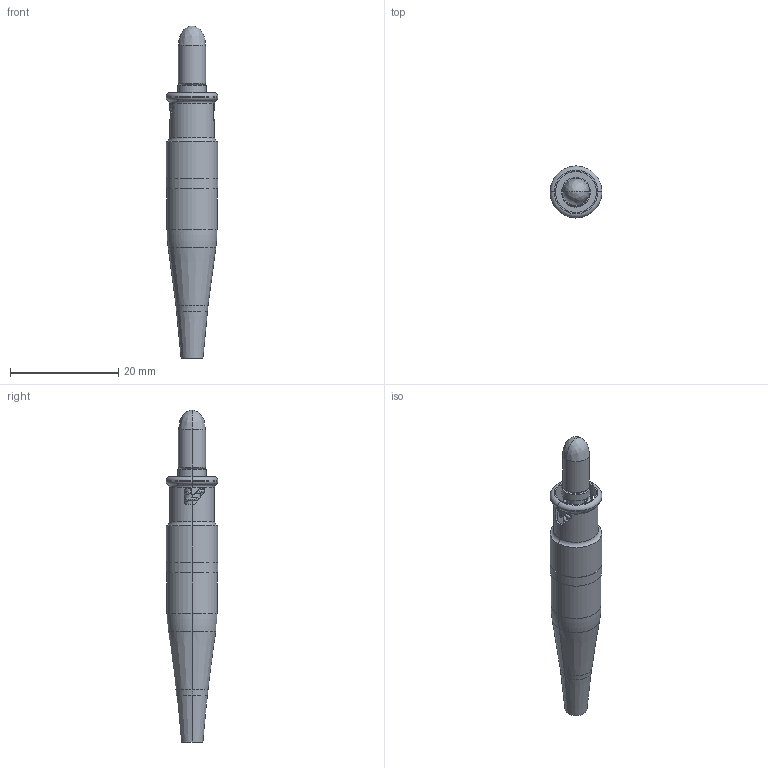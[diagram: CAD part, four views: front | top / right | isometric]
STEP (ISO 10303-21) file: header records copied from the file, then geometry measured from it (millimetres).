
FILE_DESCRIPTION (( 'STEP AP214' ), '1' );
FILE_NAME ('FOC-M83522-ANXB.STEP', '2012-11-07T16:35:02', ( 'x' ), ( '' ), 'SwSTEP 2.0', 'SolidWorks 2012', '' );
FILE_SCHEMA (( 'AUTOMOTIVE_DESIGN' ));
Length unit declared in the file: inch
Products named in the file (9): FOC-M83522-MA4; FOC-M83522-MA7; FOC-M83522-MA8; FOC-M83522-MA1; FOC-M83522-MA5; FOC-M83522-MA6; FOC-M83522-ANXB; FOC-M83522-MA3; FOC-M83522-MA2
Assembly tree (8 placements, depth 2):
  FOC-M83522-ANXB
    FOC-M83522-MA7
    FOC-M83522-MA8
    FOC-M83522-MA1
    FOC-M83522-MA5
    FOC-M83522-MA6
    FOC-M83522-MA3
    FOC-M83522-MA2
    FOC-M83522-MA4
Bounding box: 9.6 x 9.6 x 61.34 mm (x, y, z)
Volume: 1966.9 mm3; surface area: 3302.3 mm2
Topology: 8 solids, 8 shells, 194 faces, 455 edges, 285 vertices
Faces by surface type: cylinder 83, plane 59, cone 30, torus 18, bspline 4
Entity records: 8265 total; most frequent: CARTESIAN_POINT 2515, DIRECTION 1021, ORIENTED_EDGE 906, EDGE_CURVE 453, AXIS2_PLACEMENT_3D 419, VERTEX_POINT 285, EDGE_LOOP 218, CIRCLE 218
